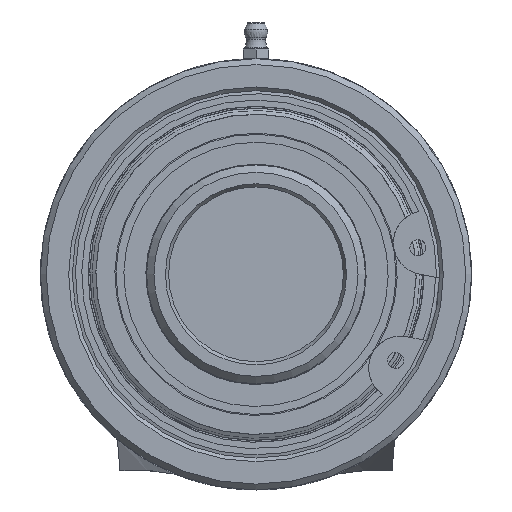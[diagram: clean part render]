
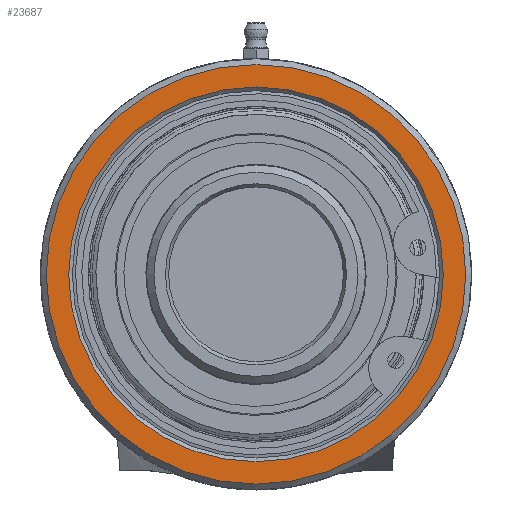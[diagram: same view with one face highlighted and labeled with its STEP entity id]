
A CAD part, left-side view. The second image highlights one B-rep face of the part: STEP entity #23687.
In plain terms, the highlighted planar face has unit normal (-1, 0, 0).
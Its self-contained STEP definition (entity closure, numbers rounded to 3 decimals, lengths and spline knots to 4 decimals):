
#1190=PLANE('',#24996);
#1351=FACE_BOUND('',#4032,.T.);
#2571=FACE_OUTER_BOUND('',#4031,.T.);
#4031=EDGE_LOOP('',(#21397));
#4032=EDGE_LOOP('',(#21398));
#6127=CIRCLE('',#24993,2.0094);
#6130=CIRCLE('',#24997,2.25);
#11232=VERTEX_POINT('',#53920);
#11235=VERTEX_POINT('',#53928);
#14647=EDGE_CURVE('',#11232,#11232,#6127,.T.);
#14651=EDGE_CURVE('',#11235,#11235,#6130,.T.);
#21397=ORIENTED_EDGE('',*,*,#14651,.F.);
#21398=ORIENTED_EDGE('',*,*,#14647,.F.);
#23687=ADVANCED_FACE('',(#2571,#1351),#1190,.F.);
#24993=AXIS2_PLACEMENT_3D('',#53921,#28864,#28865);
#24996=AXIS2_PLACEMENT_3D('',#53927,#28871,#28872);
#24997=AXIS2_PLACEMENT_3D('',#53929,#28873,#28874);
#28864=DIRECTION('center_axis',(-1.,0.,0.));
#28865=DIRECTION('ref_axis',(0.,0.,
1.));
#28871=DIRECTION('center_axis',(1.,0.,0.));
#28872=DIRECTION('ref_axis',(0.,0.,
1.));
#28873=DIRECTION('center_axis',(1.,0.,0.));
#28874=DIRECTION('ref_axis',(0.,0.,
1.));
#53920=CARTESIAN_POINT('',(-1.1766,0.,-2.0094));
#53921=CARTESIAN_POINT('Origin',(-1.1766,0.,
0.));
#53927=CARTESIAN_POINT('Origin',(-1.1766,0.,
-1.314));
#53928=CARTESIAN_POINT('',(-1.1766,0.,-2.25));
#53929=CARTESIAN_POINT('Origin',(-1.1766,0.,
0.));
